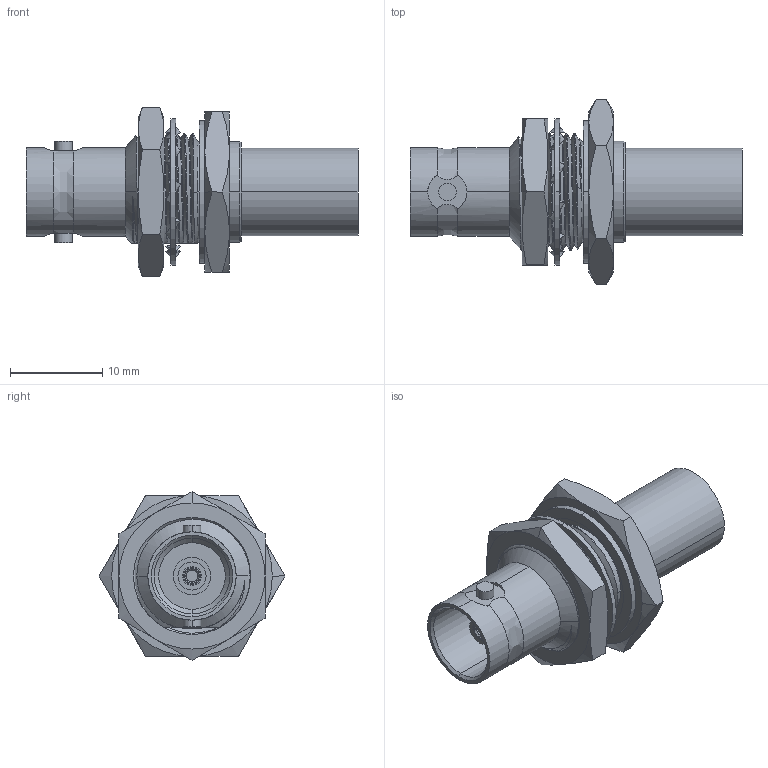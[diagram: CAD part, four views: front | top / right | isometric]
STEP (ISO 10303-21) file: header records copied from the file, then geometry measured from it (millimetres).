
FILE_DESCRIPTION (( 'STEP AP203' ), '1' );
FILE_NAME ('PE4642.step', '2018-05-07T15:54:49', ( '' ), ( '' ), 'SwSTEP 2.0', 'SolidWorks 2017', '' );
FILE_SCHEMA (( 'CONFIG_CONTROL_DESIGN' ));
Length unit declared in the file: inch
Products named in the file (1): PE4642
Bounding box: 36.07 x 20.16 x 18.33 mm (x, y, z)
Volume: 2626.7 mm3; surface area: 3969.2 mm2
Topology: 5 solids, 5 shells, 271 faces, 742 edges, 494 vertices
Faces by surface type: cylinder 87, bspline 72, plane 64, cone 48
Entity records: 20485 total; most frequent: CARTESIAN_POINT 14252, ORIENTED_EDGE 1484, DIRECTION 1037, EDGE_CURVE 742, VERTEX_POINT 494, AXIS2_PLACEMENT_3D 396, EDGE_LOOP 292, ADVANCED_FACE 271
